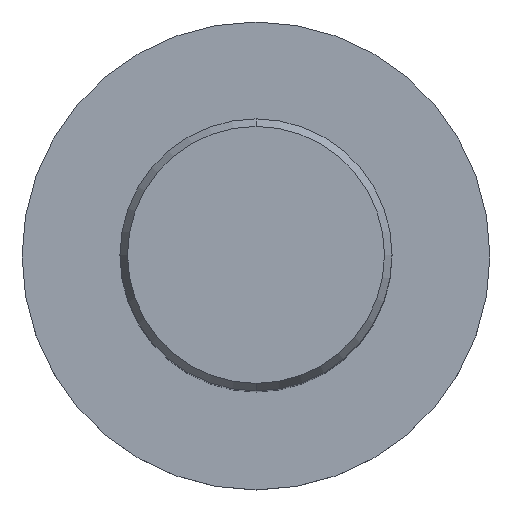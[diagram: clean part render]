
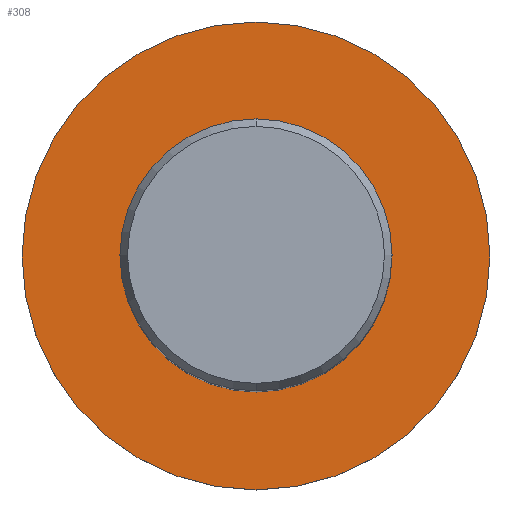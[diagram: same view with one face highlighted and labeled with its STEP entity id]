
A CAD part, top view. The second image highlights one B-rep face of the part: STEP entity #308.
In plain terms, the highlighted planar face has unit normal (0, 0, 1).
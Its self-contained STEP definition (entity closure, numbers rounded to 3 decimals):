
#246=EDGE_CURVE('',#334,#434,#584,.T.);
#308=ADVANCED_FACE('',(#651,#652),#653,.T.);
#334=VERTEX_POINT('',#681);
#344=EDGE_CURVE('',#434,#334,#691,.T.);
#352=VERTEX_POINT('',#699);
#358=EDGE_CURVE('',#352,#494,#705,.T.);
#434=VERTEX_POINT('',#788);
#436=EDGE_CURVE('',#494,#352,#790,.T.);
#494=VERTEX_POINT('',#856);
#584=CIRCLE('',#978,12.5);
#651=FACE_BOUND('',#1119,.T.);
#652=FACE_OUTER_BOUND('',#1120,.T.);
#653=PLANE('',#1121);
#681=CARTESIAN_POINT('',(0.,-12.5,-56.0));
#691=CIRCLE('',#1234,12.5);
#699=CARTESIAN_POINT('',(0.0,21.5,-56.0));
#705=CIRCLE('',#1252,21.5);
#788=CARTESIAN_POINT('',(0.0,12.5,-56.0));
#790=CIRCLE('',#1448,21.5);
#856=CARTESIAN_POINT('',(0.,-21.5,-56.0));
#978=AXIS2_PLACEMENT_3D('',#1657,#1658,#1659);
#1119=EDGE_LOOP('',(#1723,#1724));
#1120=EDGE_LOOP('',(#1725,#1726));
#1121=AXIS2_PLACEMENT_3D('',#1727,#1728,#1729);
#1234=AXIS2_PLACEMENT_3D('',#1755,#1756,#1757);
#1252=AXIS2_PLACEMENT_3D('',#1762,#1763,#1764);
#1448=AXIS2_PLACEMENT_3D('',#1849,#1850,#1851);
#1657=CARTESIAN_POINT('',(0.0,0.0,-56.0));
#1658=DIRECTION('',(-0.0,0.0,-1.0));
#1659=DIRECTION('',(0.0,1.0,0.0));
#1723=ORIENTED_EDGE('',*,*,#344,.T.);
#1724=ORIENTED_EDGE('',*,*,#246,.T.);
#1725=ORIENTED_EDGE('',*,*,#358,.F.);
#1726=ORIENTED_EDGE('',*,*,#436,.F.);
#1727=CARTESIAN_POINT('',(0.0,10.75,-56.0));
#1728=DIRECTION('',(-0.0,0.0,1.0));
#1729=DIRECTION('',(0.0,-1.0,0.0));
#1755=CARTESIAN_POINT('',(0.0,0.0,-56.0));
#1756=DIRECTION('',(-0.0,0.0,-1.0));
#1757=DIRECTION('',(0.0,1.0,0.0));
#1762=CARTESIAN_POINT('',(0.0,0.0,-56.0));
#1763=DIRECTION('',(0.0,0.0,-1.0));
#1764=DIRECTION('',(0.0,1.0,0.0));
#1849=CARTESIAN_POINT('',(0.0,0.0,-56.0));
#1850=DIRECTION('',(0.0,0.0,-1.0));
#1851=DIRECTION('',(0.0,1.0,0.0));
